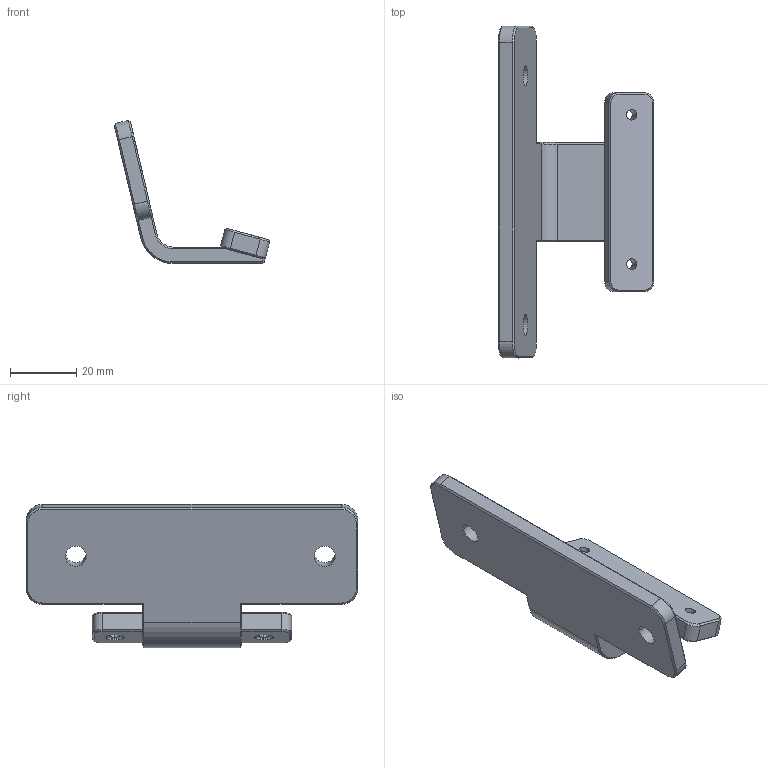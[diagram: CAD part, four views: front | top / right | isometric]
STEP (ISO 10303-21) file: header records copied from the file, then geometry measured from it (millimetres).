
FILE_DESCRIPTION(('CATIA V5 STEP Exchange','CAx-IF Rec.Pracs.--- Model Styling and Organization---1.4--- 2014-01-23'),'2;1');
FILE_NAME('CAM_part2.stp','2024-08-20T15:53:51+00:00',('none'),('none'),'CATIA Version 5-6 Release 2017','CATIA V5 STEP AP214','none');
FILE_SCHEMA(('AUTOMOTIVE_DESIGN { 1 0 10303 214 1 1 1 1 }'));
Length unit declared in the file: millimetre
Products named in the file (1): 顶部相机支架.1
Bounding box: 46.88 x 100 x 43.16 mm (x, y, z)
Volume: 25041 mm3; surface area: 11690.2 mm2
Topology: 1 solids, 1 shells, 94 faces, 220 edges, 132 vertices
Faces by surface type: plane 49, cylinder 23, cone 22
Entity records: 2580 total; most frequent: CARTESIAN_POINT 449, ORIENTED_EDGE 440, DIRECTION 388, EDGE_CURVE 220, AXIS2_PLACEMENT_3D 157, VECTOR 144, LINE 144, VERTEX_POINT 130
